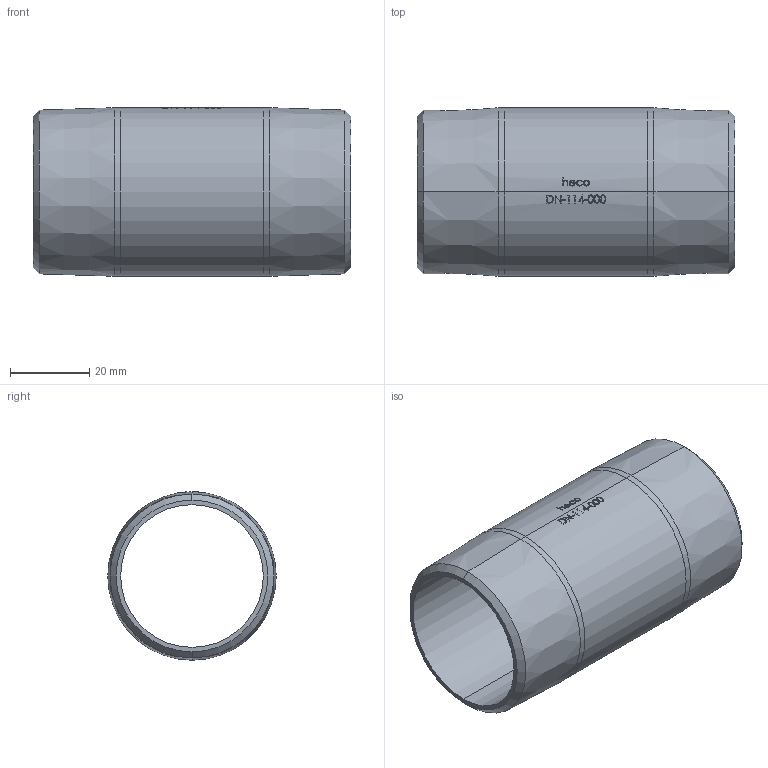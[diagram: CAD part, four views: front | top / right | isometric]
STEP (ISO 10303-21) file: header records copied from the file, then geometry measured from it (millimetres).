
FILE_DESCRIPTION (( 'STEP AP214' ), '1' );
FILE_NAME ('DN-114-000-x Doppelnippel heco.STEP', '2018-05-22T06:44:48', ( '' ), ( '' ), 'SwSTEP 2.0', 'SolidWorks 2016', '' );
FILE_SCHEMA (( 'AUTOMOTIVE_DESIGN' ));
Length unit declared in the file: millimetre
Products named in the file (1): DN-114-000-x Doppelnippel heco
Bounding box: 80 x 42.4 x 42.4 mm (x, y, z)
Volume: 29951.9 mm3; surface area: 20009.7 mm2
Topology: 1 solids, 1 shells, 172 faces, 433 edges, 286 vertices
Faces by surface type: bspline 78, plane 57, cylinder 29, cone 8
Entity records: 15658 total; most frequent: CARTESIAN_POINT 10538, ORIENTED_EDGE 866, DIRECTION 449, EDGE_CURVE 433, VERTEX_POINT 286, B_SPLINE_CURVE_WITH_KNOTS 246, EDGE_LOOP 197, ADVANCED_FACE 172
